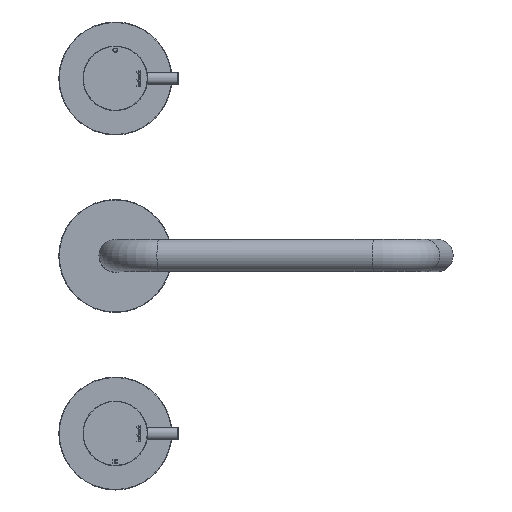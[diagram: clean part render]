
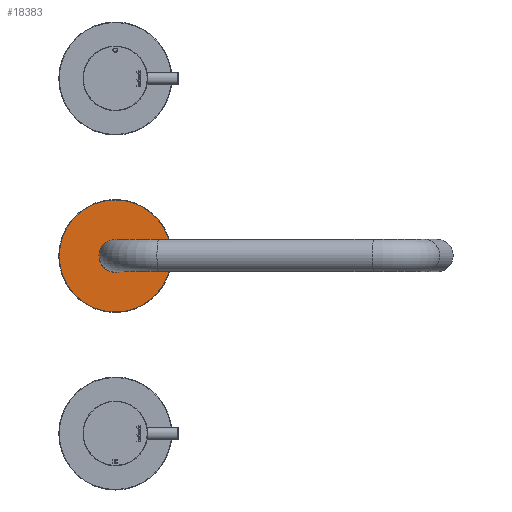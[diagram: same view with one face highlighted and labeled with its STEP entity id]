
A CAD part, top view. The second image highlights one B-rep face of the part: STEP entity #18383.
In plain terms, the highlighted face is planar.
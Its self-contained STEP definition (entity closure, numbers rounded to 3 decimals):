
#3337=PLANE('',#26364);
#5307=ORIENTED_EDGE('',*,*,#9357,.T.);
#5308=ORIENTED_EDGE('',*,*,#9358,.T.);
#9357=EDGE_CURVE('',#11578,#11578,#13193,.T.);
#9358=EDGE_CURVE('',#11579,#11579,#13194,.T.);
#11578=VERTEX_POINT('',#37402);
#11579=VERTEX_POINT('',#37404);
#13193=CIRCLE('',#26365,34.7);
#13194=CIRCLE('',#26366,10.1);
#14556=EDGE_LOOP('',(#5307));
#14557=EDGE_LOOP('',(#5308));
#16436=FACE_BOUND('',#14556,.T.);
#16437=FACE_BOUND('',#14557,.T.);
#18383=ADVANCED_FACE('',(#16436,#16437),#3337,.T.);
#26364=AXIS2_PLACEMENT_3D('',#37400,#29986,#29987);
#26365=AXIS2_PLACEMENT_3D('',#37401,#29988,#29989);
#26366=AXIS2_PLACEMENT_3D('',#37403,#29990,#29991);
#29986=DIRECTION('',(0.,1.,0.));
#29987=DIRECTION('',(0.,0.,1.));
#29988=DIRECTION('',(0.,1.,0.));
#29989=DIRECTION('',(0.,0.,1.));
#29990=DIRECTION('',(0.,-1.,0.));
#29991=DIRECTION('',(0.,0.,1.));
#37400=CARTESIAN_POINT('',(0.,0.,0.));
#37401=CARTESIAN_POINT('',(0.,0.,0.));
#37402=CARTESIAN_POINT('',(0.,0.,34.7));
#37403=CARTESIAN_POINT('',(0.,0.,0.));
#37404=CARTESIAN_POINT('',(0.,0.,10.1));
